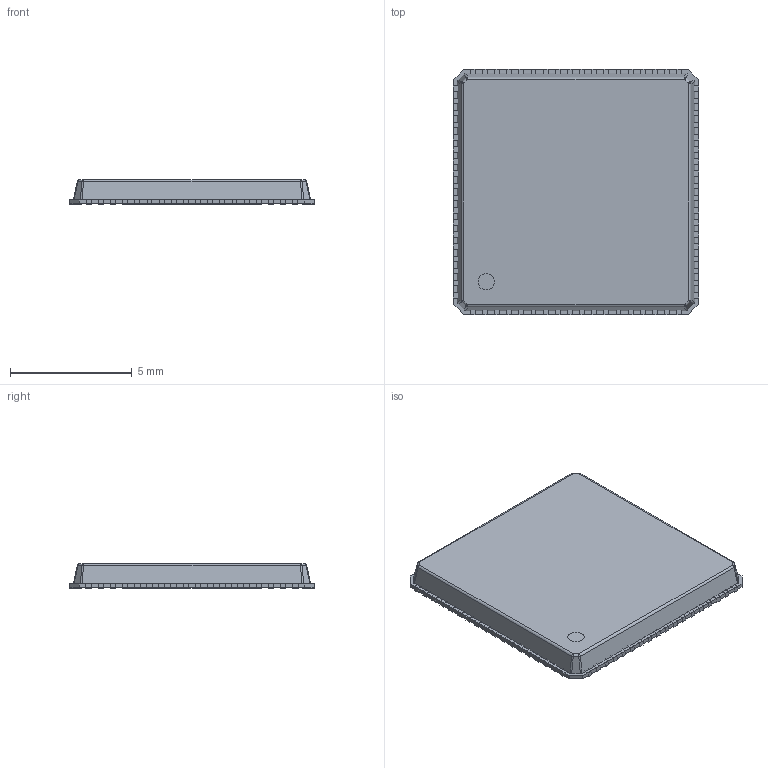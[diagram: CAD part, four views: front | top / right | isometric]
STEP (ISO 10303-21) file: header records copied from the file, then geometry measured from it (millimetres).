
FILE_DESCRIPTION(('STEP AP214'), '1');
FILE_NAME('AD-CP-72-6-LFCSP_VQ-72-10x10', '2017-02-09T21:07:19', ('Nobody'), (''), 'ASCON STEP Converter 1.3', 'ASCON Math Kernel', '');
FILE_SCHEMA(('AUTOMOTIVE_DESIGN { 1 0 10303 214 3 1 1}'));
Length unit declared in the file: millimetre
Bounding box: 10.1 x 10.1 x 1 mm (x, y, z)
Volume: 98.7 mm3; surface area: 329.8 mm2
Topology: 74 solids, 74 shells, 488 faces, 1291 edges, 1018 vertices
Faces by surface type: plane 387, cylinder 93, bspline 8
Entity records: 19409 total; most frequent: DIRECTION 2560, CARTESIAN_POINT 2537, ORIENTED_EDGE 1982, EDGE_CURVE 991, LINE 952, VECTOR 952, AXIS2_PLACEMENT_3D 804, VERTEX_POINT 653
